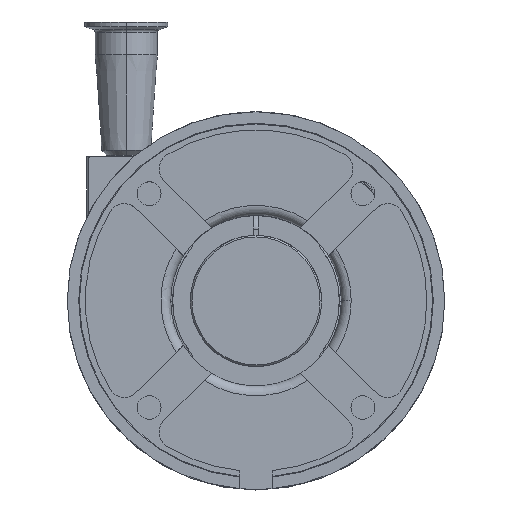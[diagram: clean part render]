
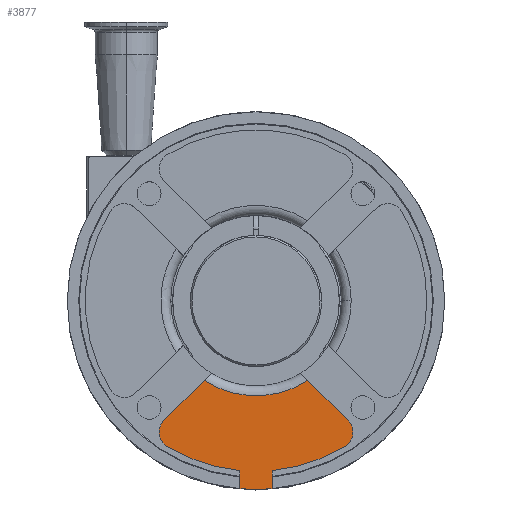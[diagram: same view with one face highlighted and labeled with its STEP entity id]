
A CAD part, top view. The second image highlights one B-rep face of the part: STEP entity #3877.
In plain terms, the highlighted planar face has unit normal (0, 0, 1).
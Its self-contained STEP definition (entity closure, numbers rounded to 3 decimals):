
#165 = VERTEX_POINT ( 'NONE', #10293 ) ;
#211 = DIRECTION ( 'NONE',  ( 0., 1., 0. ) ) ;
#604 = EDGE_CURVE ( 'NONE', #7543, #4189, #7739, .T. ) ;
#617 = EDGE_CURVE ( 'NONE', #6305, #8984, #5542, .T. ) ;
#639 = FACE_OUTER_BOUND ( 'NONE', #5217, .T. ) ;
#677 = EDGE_CURVE ( 'NONE', #5311, #7543, #4203, .T. ) ;
#762 = CARTESIAN_POINT ( 'NONE',  ( 9.75, -103.542, -12. ) ) ;
#864 = ORIENTED_EDGE ( 'NONE', *, *, #617, .F. ) ;
#912 = CARTESIAN_POINT ( 'NONE',  ( -9.75, -114.586, -12. ) ) ;
#927 = ORIENTED_EDGE ( 'NONE', *, *, #4209, .F. ) ;
#963 = LINE ( 'NONE', #912, #2709 ) ;
#1147 = DIRECTION ( 'NONE',  ( 0., 0., 1. ) ) ;
#1278 = EDGE_CURVE ( 'NONE', #6305, #3263, #2435, .T. ) ;
#1357 = CIRCLE ( 'NONE', #4412, 10. ) ;
#1370 = CIRCLE ( 'NONE', #2222, 104. ) ;
#1491 = DIRECTION ( 'NONE',  ( 0., -1., 0. ) ) ;
#1632 = CARTESIAN_POINT ( 'NONE',  ( -9.75, -114.586, -12. ) ) ;
#1633 = VERTEX_POINT ( 'NONE', #3532 ) ;
#1685 = AXIS2_PLACEMENT_3D ( 'NONE', #7192, #9642, #4700 ) ;
#1805 = CARTESIAN_POINT ( 'NONE',  ( 0., 0., -12. ) ) ;
#1908 = VECTOR ( 'NONE', #2497, 1000. ) ;
#2222 = AXIS2_PLACEMENT_3D ( 'NONE', #1805, #5914, #9121 ) ;
#2298 = DIRECTION ( 'NONE',  ( -1., 0., 0. ) ) ;
#2435 = CIRCLE ( 'NONE', #6366, 104. ) ;
#2497 = DIRECTION ( 'NONE',  ( -0.707, 0.707, 0. ) ) ;
#2709 = VECTOR ( 'NONE', #211, 1000. ) ;
#2735 = CIRCLE ( 'NONE', #4094, 10. ) ;
#3042 = CARTESIAN_POINT ( 'NONE',  ( 0., 0., -12. ) ) ;
#3076 = CARTESIAN_POINT ( 'NONE',  ( 49.066, -80.178, -12. ) ) ;
#3082 = ORIENTED_EDGE ( 'NONE', *, *, #8988, .T. ) ;
#3263 = VERTEX_POINT ( 'NONE', #5834 ) ;
#3427 = ORIENTED_EDGE ( 'NONE', *, *, #5653, .T. ) ;
#3532 = CARTESIAN_POINT ( 'NONE',  ( -54.285, -88.708, -12. ) ) ;
#3877 = ADVANCED_FACE ( 'NONE', ( #639 ), #3902, .T. ) ;
#3902 = PLANE ( 'NONE',  #9168 ) ;
#3951 = AXIS2_PLACEMENT_3D ( 'NONE', #3042, #5489, #8809 ) ;
#4094 = AXIS2_PLACEMENT_3D ( 'NONE', #3076, #10558, #7157 ) ;
#4113 = ORIENTED_EDGE ( 'NONE', *, *, #677, .T. ) ;
#4189 = VERTEX_POINT ( 'NONE', #9682 ) ;
#4203 = LINE ( 'NONE', #5859, #1908 ) ;
#4209 = EDGE_CURVE ( 'NONE', #8984, #10464, #9173, .T. ) ;
#4325 = CARTESIAN_POINT ( 'NONE',  ( 56.137, -73.107, -12. ) ) ;
#4353 = CARTESIAN_POINT ( 'NONE',  ( 31.64, -48.61, -12. ) ) ;
#4380 = VECTOR ( 'NONE', #7059, 1000. ) ;
#4412 = AXIS2_PLACEMENT_3D ( 'NONE', #6321, #9641, #4597 ) ;
#4426 = ORIENTED_EDGE ( 'NONE', *, *, #1278, .T. ) ;
#4597 = DIRECTION ( 'NONE',  ( 1., 0., 0. ) ) ;
#4647 = ORIENTED_EDGE ( 'NONE', *, *, #8389, .T. ) ;
#4700 = DIRECTION ( 'NONE',  ( -1., 0., 0. ) ) ;
#4721 = CARTESIAN_POINT ( 'NONE',  ( 59.066, -80.178, -12. ) ) ;
#5188 = AXIS2_PLACEMENT_3D ( 'NONE', #8871, #10486, #9633 ) ;
#5217 = EDGE_LOOP ( 'NONE', ( #4113, #6043, #3427, #4647, #3082, #6639, #927, #864, #4426, #7710, #10221 ) ) ;
#5311 = VERTEX_POINT ( 'NONE', #4325 ) ;
#5423 = CARTESIAN_POINT ( 'NONE',  ( -56.137, -73.107, -12. ) ) ;
#5489 = DIRECTION ( 'NONE',  ( 0., 0., -1. ) ) ;
#5542 = LINE ( 'NONE', #8862, #8425 ) ;
#5653 = EDGE_CURVE ( 'NONE', #4189, #6793, #8639, .T. ) ;
#5773 = VERTEX_POINT ( 'NONE', #4721 ) ;
#5834 = CARTESIAN_POINT ( 'NONE',  ( 54.285, -88.708, -12. ) ) ;
#5859 = CARTESIAN_POINT ( 'NONE',  ( 27.292, -44.262, -12. ) ) ;
#5914 = DIRECTION ( 'NONE',  ( 0., 0., 1. ) ) ;
#6043 = ORIENTED_EDGE ( 'NONE', *, *, #604, .T. ) ;
#6305 = VERTEX_POINT ( 'NONE', #762 ) ;
#6321 = CARTESIAN_POINT ( 'NONE',  ( 49.066, -80.178, -12. ) ) ;
#6366 = AXIS2_PLACEMENT_3D ( 'NONE', #7854, #1147, #10336 ) ;
#6502 = EDGE_CURVE ( 'NONE', #3263, #5773, #1357, .T. ) ;
#6639 = ORIENTED_EDGE ( 'NONE', *, *, #8496, .F. ) ;
#6793 = VERTEX_POINT ( 'NONE', #7876 ) ;
#7059 = DIRECTION ( 'NONE',  ( -0.707, -0.707, 0. ) ) ;
#7157 = DIRECTION ( 'NONE',  ( 1., 0., 0. ) ) ;
#7184 = CARTESIAN_POINT ( 'NONE',  ( 0., 0., -12. ) ) ;
#7192 = CARTESIAN_POINT ( 'NONE',  ( -49.066, -80.178, -12. ) ) ;
#7543 = VERTEX_POINT ( 'NONE', #4353 ) ;
#7710 = ORIENTED_EDGE ( 'NONE', *, *, #6502, .T. ) ;
#7739 = CIRCLE ( 'NONE', #3951, 58. ) ;
#7854 = CARTESIAN_POINT ( 'NONE',  ( 0., 0., -12. ) ) ;
#7876 = CARTESIAN_POINT ( 'NONE',  ( -56.137, -73.107, -12. ) ) ;
#8389 = EDGE_CURVE ( 'NONE', #6793, #1633, #9247, .T. ) ;
#8425 = VECTOR ( 'NONE', #1491, 1000. ) ;
#8496 = EDGE_CURVE ( 'NONE', #10464, #165, #963, .T. ) ;
#8639 = LINE ( 'NONE', #5423, #4380 ) ;
#8809 = DIRECTION ( 'NONE',  ( 1., 0., 0. ) ) ;
#8862 = CARTESIAN_POINT ( 'NONE',  ( 9.75, -103.542, -12. ) ) ;
#8871 = CARTESIAN_POINT ( 'NONE',  ( 0., 0., -12. ) ) ;
#8984 = VERTEX_POINT ( 'NONE', #10034 ) ;
#8988 = EDGE_CURVE ( 'NONE', #1633, #165, #1370, .T. ) ;
#9121 = DIRECTION ( 'NONE',  ( 1., 0., 0. ) ) ;
#9168 = AXIS2_PLACEMENT_3D ( 'NONE', #7184, #10483, #2298 ) ;
#9173 = CIRCLE ( 'NONE', #5188, 115. ) ;
#9247 = CIRCLE ( 'NONE', #1685, 10. ) ;
#9633 = DIRECTION ( 'NONE',  ( 1., 0., 0. ) ) ;
#9641 = DIRECTION ( 'NONE',  ( 0., 0., 1. ) ) ;
#9642 = DIRECTION ( 'NONE',  ( 0., 0., 1. ) ) ;
#9682 = CARTESIAN_POINT ( 'NONE',  ( -31.64, -48.61, -12. ) ) ;
#10034 = CARTESIAN_POINT ( 'NONE',  ( 9.75, -114.586, -12. ) ) ;
#10221 = ORIENTED_EDGE ( 'NONE', *, *, #10631, .T. ) ;
#10293 = CARTESIAN_POINT ( 'NONE',  ( -9.75, -103.542, -12. ) ) ;
#10336 = DIRECTION ( 'NONE',  ( 1., 0., 0. ) ) ;
#10464 = VERTEX_POINT ( 'NONE', #1632 ) ;
#10483 = DIRECTION ( 'NONE',  ( 0., 0., 1. ) ) ;
#10486 = DIRECTION ( 'NONE',  ( 0., 0., -1. ) ) ;
#10558 = DIRECTION ( 'NONE',  ( 0., 0., 1. ) ) ;
#10631 = EDGE_CURVE ( 'NONE', #5773, #5311, #2735, .T. ) ;
